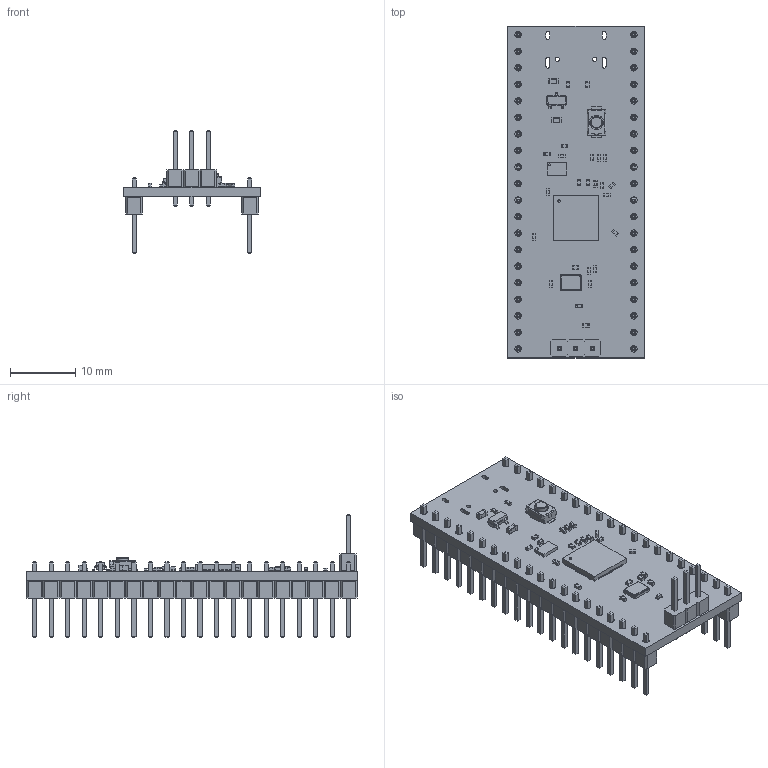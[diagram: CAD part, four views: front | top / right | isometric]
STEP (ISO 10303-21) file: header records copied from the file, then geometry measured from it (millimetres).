
FILE_DESCRIPTION(('KiCad electronic assembly'),'2;1');
FILE_NAME('devboard.step','2025-11-24T15:04:16',('Pcbnew'),('Kicad'), 'Open CASCADE STEP processor 7.9','KiCad to STEP converter','Unknown' );
FILE_SCHEMA(('AUTOMOTIVE_DESIGN { 1 0 10303 214 1 1 1 1 }'));
Length unit declared in the file: millimetre
Products named in the file (13): devboard 1; C_0603_1608Metric; C_0402_1005Metric; LED_0402_1005Metric; SOT-23; R_0402_1005Metric; QFN-56-1EP_7x7mm_P0.4mm_EP3.2x3.2mm; Crystal_SMD_3225-4Pin_3.2x2.5mm; SW_Push_SPST_NO_Alps_SKRK; Winbond_USON-8-1EP_3x2mm_P0.5mm_EP0.2x1.6mm; PinHeader_1x03_P2.54mm_Vertical; PinHeader_1x20_P2.54mm_Vertical; devboard_PCB
Assembly tree (35 placements, depth 2):
  devboard 1
    C_0603_1608Metric  x2
    C_0402_1005Metric  x15
    LED_0402_1005Metric
    SOT-23
    R_0402_1005Metric  x8
    QFN-56-1EP_7x7mm_P0.4mm_EP3.2x3.2mm
    Crystal_SMD_3225-4Pin_3.2x2.5mm
    SW_Push_SPST_NO_Alps_SKRK
    Winbond_USON-8-1EP_3x2mm_P0.5mm_EP0.2x1.6mm
    PinHeader_1x03_P2.54mm_Vertical
    PinHeader_1x20_P2.54mm_Vertical  x2
    devboard_PCB
Bounding box: 21 x 51 x 18.76 mm (x, y, z)
Volume: 2484.9 mm3; surface area: 4970.8 mm2
Topology: 35 solids, 35 shells, 2481 faces, 6425 edges, 4132 vertices
Faces by surface type: plane 2095, cylinder 369, bspline 16, torus 1
Full cylindrical faces by diameter (mm): 0.25 x1, 0.4 x1, 0.65 x2, 1 x43, 1.8 x1, 2.2 x1
Entity records: 53394 total; most frequent: CARTESIAN_POINT 7586, ORIENTED_EDGE 7414, DIRECTION 6778, EDGE_CURVE 3703, LINE 3410, VECTOR 3410, VERTEX_POINT 2380, AXIS2_PLACEMENT_3D 1684
